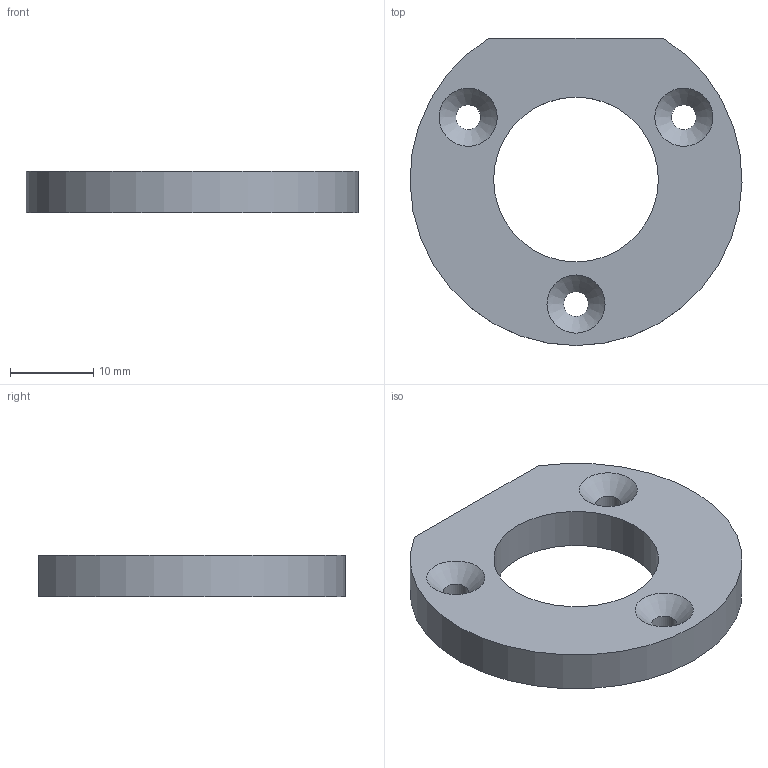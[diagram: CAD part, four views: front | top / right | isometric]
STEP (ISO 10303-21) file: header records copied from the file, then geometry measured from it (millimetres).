
FILE_DESCRIPTION(/* description */ (''),/* implementation_level */ '2;1');
FILE_NAME(/* name */ 'Chamber_Objective-Holder-Ring v1.step',/* time_stamp */ '2016-10-20T18:26:34+02:00',/* author */ (''),/* organization */ (''),/* preprocessor_version */ 'ST-DEVELOPER v16.5',/* originating_system */ 'Autodesk Translation Framework v5.2.0.2031',/* authorisation */ '');
FILE_SCHEMA (('AUTOMOTIVE_DESIGN { 1 0 10303 214 3 1 1 }'));
Length unit declared in the file: centimetre
Products named in the file (1): Chamber_Objective-Holder-Ring v1
Bounding box: 39.99 x 37 x 5 mm (x, y, z)
Volume: 4334.1 mm3; surface area: 2824.7 mm2
Topology: 1 solids, 1 shells, 11 faces, 26 edges, 17 vertices
Faces by surface type: cylinder 5, plane 3, cone 3
Full cylindrical faces by diameter (mm): 3 x3, 19.85 x1
Entity records: 337 total; most frequent: DIRECTION 54, CARTESIAN_POINT 44, ORIENTED_EDGE 34, EDGE_LOOP 26, AXIS2_PLACEMENT_3D 25, EDGE_CURVE 17, FACE_BOUND 15, VERTEX_POINT 15
